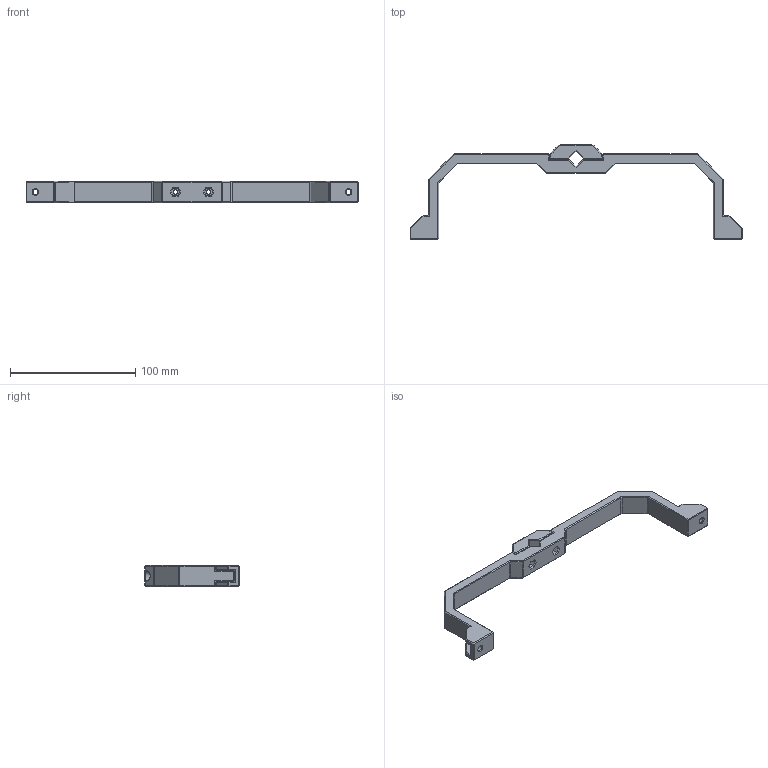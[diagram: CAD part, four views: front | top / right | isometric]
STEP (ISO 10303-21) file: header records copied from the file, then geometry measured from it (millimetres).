
FILE_DESCRIPTION(/* description */ (''),/* implementation_level */ '2;1');
FILE_NAME(/* name */ 'SideplateEnforcingBracket.step',/* time_stamp */ '2025-11-17T15:58:45+01:00',/* author */ (''),/* organization */ (''),/* preprocessor_version */ 'ST-DEVELOPER v20.1',/* originating_system */ 'Autodesk Translation Framework v14.21.0.0',/* authorisation */ '');
FILE_SCHEMA (('AUTOMOTIVE_DESIGN { 1 0 10303 214 3 1 1 }'));
Length unit declared in the file: millimetre
Products named in the file (1): Sideplate Enforcing Bracket
Bounding box: 265 x 75.66 x 17 mm (x, y, z)
Volume: 58250.7 mm3; surface area: 22595 mm2
Topology: 2 solids, 2 shells, 311 faces, 640 edges, 335 vertices
Faces by surface type: plane 296, cylinder 8, cone 5, bspline 2
Full cylindrical faces by diameter (mm): 3.5 x4, 4 x2, 8 x2
Entity records: 7859 total; most frequent: CARTESIAN_POINT 1434, ORIENTED_EDGE 1280, DIRECTION 1277, EDGE_CURVE 640, LINE 605, VECTOR 605, AXIS2_PLACEMENT_3D 336, VERTEX_POINT 335
